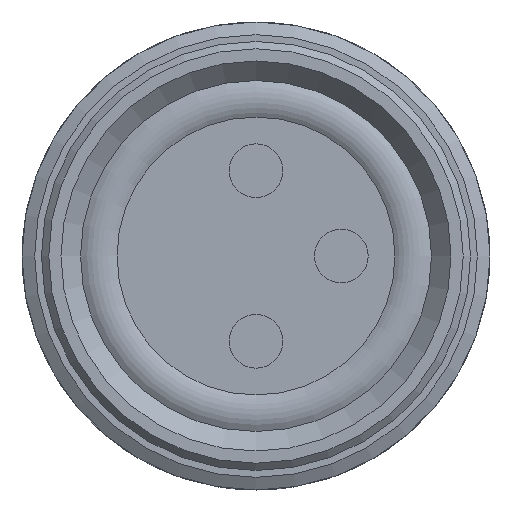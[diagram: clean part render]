
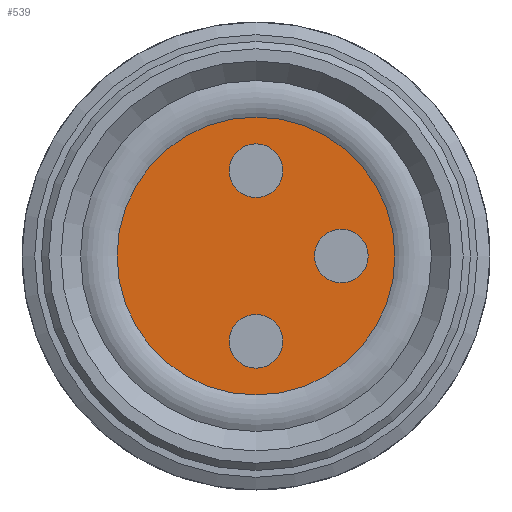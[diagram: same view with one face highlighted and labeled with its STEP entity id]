
A CAD part, front view. The second image highlights one B-rep face of the part: STEP entity #539.
In plain terms, the highlighted planar face has unit normal (0, -1, 0).
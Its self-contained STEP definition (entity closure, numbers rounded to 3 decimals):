
#457=FACE_BOUND('',#816,.T.);
#458=FACE_BOUND('',#817,.T.);
#459=FACE_BOUND('',#818,.T.);
#460=FACE_BOUND('',#819,.T.);
#539=ADVANCED_FACE('',(#457,#458,#459,#460),#642,.F.);
#642=PLANE('',#2046);
#816=EDGE_LOOP('',(#1066));
#817=EDGE_LOOP('',(#1067));
#818=EDGE_LOOP('',(#1068));
#819=EDGE_LOOP('',(#1069));
#1066=ORIENTED_EDGE('',*,*,#1691,.F.);
#1067=ORIENTED_EDGE('',*,*,#1690,.F.);
#1068=ORIENTED_EDGE('',*,*,#1689,.F.);
#1069=ORIENTED_EDGE('',*,*,#1692,.F.);
#1490=VERTEX_POINT('',#2916);
#1491=VERTEX_POINT('',#2919);
#1492=VERTEX_POINT('',#2922);
#1493=VERTEX_POINT('',#2925);
#1689=EDGE_CURVE('',#1490,#1490,#1908,.T.);
#1690=EDGE_CURVE('',#1491,#1491,#1909,.T.);
#1691=EDGE_CURVE('',#1492,#1492,#1910,.T.);
#1692=EDGE_CURVE('',#1493,#1493,#1911,.T.);
#1908=CIRCLE('',#2039,0.55);
#1909=CIRCLE('',#2041,0.55);
#1910=CIRCLE('',#2043,0.55);
#1911=CIRCLE('',#2045,2.85);
#2039=AXIS2_PLACEMENT_3D('',#2915,#2347,#2348);
#2041=AXIS2_PLACEMENT_3D('',#2918,#2351,#2352);
#2043=AXIS2_PLACEMENT_3D('',#2921,#2355,#2356);
#2045=AXIS2_PLACEMENT_3D('',#2924,#2359,#2360);
#2046=AXIS2_PLACEMENT_3D('',#2926,#2361,#2362);
#2347=DIRECTION('',(0.,-1.,0.));
#2348=DIRECTION('',(0.,0.,-1.));
#2351=DIRECTION('',(0.,-1.,0.));
#2352=DIRECTION('',(0.,0.,-1.));
#2355=DIRECTION('',(0.,-1.,0.));
#2356=DIRECTION('',(0.,0.,-1.));
#2359=DIRECTION('',(0.,1.,0.));
#2360=DIRECTION('',(1.,0.,0.));
#2361=DIRECTION('',(0.,1.,0.));
#2362=DIRECTION('',(1.,0.,0.));
#2915=CARTESIAN_POINT('',(51.75,13.15,29.65));
#2916=CARTESIAN_POINT('',(51.75,13.15,29.1));
#2918=CARTESIAN_POINT('',(50.,13.15,31.4));
#2919=CARTESIAN_POINT('',(50.,13.15,30.85));
#2921=CARTESIAN_POINT('',(50.,13.15,27.9));
#2922=CARTESIAN_POINT('',(50.,13.15,27.35));
#2924=CARTESIAN_POINT('',(50.,13.15,29.65));
#2925=CARTESIAN_POINT('',(52.85,13.15,29.65));
#2926=CARTESIAN_POINT('',(50.,13.15,29.65));
